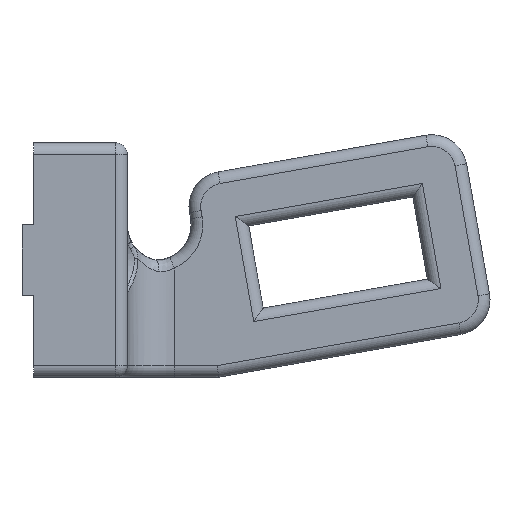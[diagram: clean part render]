
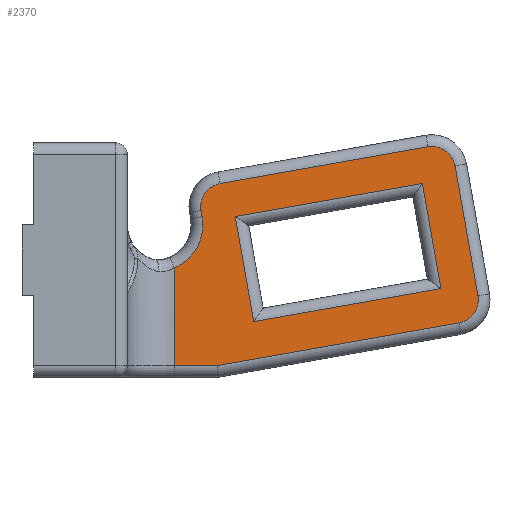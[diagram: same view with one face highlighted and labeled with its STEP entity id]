
A CAD part, front view. The second image highlights one B-rep face of the part: STEP entity #2370.
In plain terms, the highlighted planar face has unit normal (0, -1, 0).
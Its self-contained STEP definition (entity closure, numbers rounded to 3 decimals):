
#68=FACE_BOUND('',#874,.T.);
#93=PLANE('',#2593);
#170=CIRCLE('',#2594,2.);
#171=CIRCLE('',#2595,2.);
#172=CIRCLE('',#2596,2.);
#173=CIRCLE('',#2597,4.);
#307=LINE('',#5286,#475);
#313=LINE('',#5310,#481);
#315=LINE('',#5318,#483);
#317=LINE('',#5324,#485);
#320=LINE('',#5330,#488);
#326=LINE('',#5343,#494);
#327=LINE('',#5345,#495);
#328=LINE('',#5349,#496);
#329=LINE('',#5353,#497);
#330=LINE('',#5357,#498);
#475=VECTOR('',#3068,10.);
#481=VECTOR('',#3086,10.);
#483=VECTOR('',#3094,10.);
#485=VECTOR('',#3100,10.);
#488=VECTOR('',#3107,10.);
#494=VECTOR('',#3119,10.);
#495=VECTOR('',#3120,10.);
#496=VECTOR('',#3123,10.);
#497=VECTOR('',#3126,10.);
#498=VECTOR('',#3129,10.);
#718=FACE_OUTER_BOUND('',#873,.T.);
#873=EDGE_LOOP('',(#1999,#2000,#2001,#2002,#2003,#2004,#2005,#2006,#2007,
#2008));
#874=EDGE_LOOP('',(#2009,#2010,#2011,#2012));
#1112=VERTEX_POINT('',#5283);
#1113=VERTEX_POINT('',#5285);
#1120=VERTEX_POINT('',#5308);
#1121=VERTEX_POINT('',#5309);
#1124=VERTEX_POINT('',#5317);
#1126=VERTEX_POINT('',#5323);
#1131=VERTEX_POINT('',#5342);
#1132=VERTEX_POINT('',#5344);
#1133=VERTEX_POINT('',#5346);
#1134=VERTEX_POINT('',#5348);
#1135=VERTEX_POINT('',#5350);
#1136=VERTEX_POINT('',#5352);
#1137=VERTEX_POINT('',#5354);
#1138=VERTEX_POINT('',#5356);
#1404=EDGE_CURVE('',#1113,#1112,#307,.T.);
#1414=EDGE_CURVE('',#1120,#1121,#313,.T.);
#1418=EDGE_CURVE('',#1121,#1124,#315,.T.);
#1421=EDGE_CURVE('',#1124,#1126,#317,.T.);
#1425=EDGE_CURVE('',#1126,#1120,#320,.T.);
#1431=EDGE_CURVE('',#1112,#1131,#326,.T.);
#1432=EDGE_CURVE('',#1131,#1132,#327,.T.);
#1433=EDGE_CURVE('',#1132,#1133,#170,.T.);
#1434=EDGE_CURVE('',#1133,#1134,#328,.T.);
#1435=EDGE_CURVE('',#1134,#1135,#171,.T.);
#1436=EDGE_CURVE('',#1135,#1136,#329,.T.);
#1437=EDGE_CURVE('',#1136,#1137,#172,.T.);
#1438=EDGE_CURVE('',#1137,#1138,#330,.T.);
#1439=EDGE_CURVE('',#1138,#1113,#173,.T.);
#1999=ORIENTED_EDGE('',*,*,#1431,.T.);
#2000=ORIENTED_EDGE('',*,*,#1432,.T.);
#2001=ORIENTED_EDGE('',*,*,#1433,.T.);
#2002=ORIENTED_EDGE('',*,*,#1434,.T.);
#2003=ORIENTED_EDGE('',*,*,#1435,.T.);
#2004=ORIENTED_EDGE('',*,*,#1436,.T.);
#2005=ORIENTED_EDGE('',*,*,#1437,.T.);
#2006=ORIENTED_EDGE('',*,*,#1438,.T.);
#2007=ORIENTED_EDGE('',*,*,#1439,.T.);
#2008=ORIENTED_EDGE('',*,*,#1404,.T.);
#2009=ORIENTED_EDGE('',*,*,#1414,.T.);
#2010=ORIENTED_EDGE('',*,*,#1418,.T.);
#2011=ORIENTED_EDGE('',*,*,#1421,.T.);
#2012=ORIENTED_EDGE('',*,*,#1425,.T.);
#2370=ADVANCED_FACE('',(#718,#68),#93,.F.);
#2593=AXIS2_PLACEMENT_3D('',#5341,#3117,#3118);
#2594=AXIS2_PLACEMENT_3D('',#5347,#3121,#3122);
#2595=AXIS2_PLACEMENT_3D('',#5351,#3124,#3125);
#2596=AXIS2_PLACEMENT_3D('',#5355,#3127,#3128);
#2597=AXIS2_PLACEMENT_3D('',#5358,#3130,#3131);
#3068=DIRECTION('',(0.,0.,-1.));
#3086=DIRECTION('',(0.174,0.,-0.985));
#3094=DIRECTION('',(-0.985,0.,-0.174));
#3100=DIRECTION('',(-0.174,0.,0.985));
#3107=DIRECTION('',(0.985,0.,0.174));
#3117=DIRECTION('center_axis',(0.,1.,0.));
#3118=DIRECTION('ref_axis',(0.,0.,1.));
#3119=DIRECTION('',(1.,0.,0.));
#3120=DIRECTION('',(0.985,0.,0.174));
#3121=DIRECTION('center_axis',(0.,-1.,0.));
#3122=DIRECTION('ref_axis',(0.819,0.,-0.574));
#3123=DIRECTION('',(-0.174,0.,0.985));
#3124=DIRECTION('center_axis',(0.,-1.,0.));
#3125=DIRECTION('ref_axis',(0.574,0.,0.819));
#3126=DIRECTION('',(-0.985,0.,-0.174));
#3127=DIRECTION('center_axis',(0.,-1.,0.));
#3128=DIRECTION('ref_axis',(-0.819,0.,0.574));
#3129=DIRECTION('',(0.174,0.,-0.985));
#3130=DIRECTION('center_axis',(0.,1.,0.));
#3131=DIRECTION('ref_axis',(0.912,0.,-0.409));
#5283=CARTESIAN_POINT('',(12.,-30.,1.));
#5285=CARTESIAN_POINT('',(12.,-30.,9.323));
#5286=CARTESIAN_POINT('',(12.,-30.,15.292));
#5308=CARTESIAN_POINT('',(33.156,-30.,16.534));
#5309=CARTESIAN_POINT('',(34.738,-30.,7.564));
#5310=CARTESIAN_POINT('',(34.227,-30.,10.465));
#5317=CARTESIAN_POINT('',(18.768,-30.,4.748));
#5318=CARTESIAN_POINT('',(22.151,-30.,5.345));
#5323=CARTESIAN_POINT('',(17.187,-30.,13.718));
#5324=CARTESIAN_POINT('',(17.64,-30.,11.149));
#5330=CARTESIAN_POINT('',(27.569,-30.,15.549));
#5341=CARTESIAN_POINT('Origin',(23.699,-30.,10.584));
#5342=CARTESIAN_POINT('',(15.676,-30.,1.));
#5343=CARTESIAN_POINT('',(19.731,-30.,1.));
#5344=CARTESIAN_POINT('',(36.271,-30.,4.631));
#5345=CARTESIAN_POINT('',(32.161,-30.,3.907));
#5346=CARTESIAN_POINT('',(37.893,-30.,6.948));
#5347=CARTESIAN_POINT('Origin',(35.923,-30.,6.601));
#5348=CARTESIAN_POINT('',(35.937,-30.,18.039));
#5349=CARTESIAN_POINT('',(36.13,-30.,16.948));
#5350=CARTESIAN_POINT('',(33.62,-30.,19.662));
#5351=CARTESIAN_POINT('Origin',(33.968,-30.,17.692));
#5352=CARTESIAN_POINT('',(15.894,-30.,16.536));
#5353=CARTESIAN_POINT('',(17.693,-30.,16.853));
#5354=CARTESIAN_POINT('',(14.271,-30.,14.219));
#5355=CARTESIAN_POINT('Origin',(16.241,-30.,14.567));
#5356=CARTESIAN_POINT('',(14.364,-30.,13.695));
#5357=CARTESIAN_POINT('',(15.081,-30.,9.627));
#5358=CARTESIAN_POINT('Origin',(10.425,-30.,13.));
